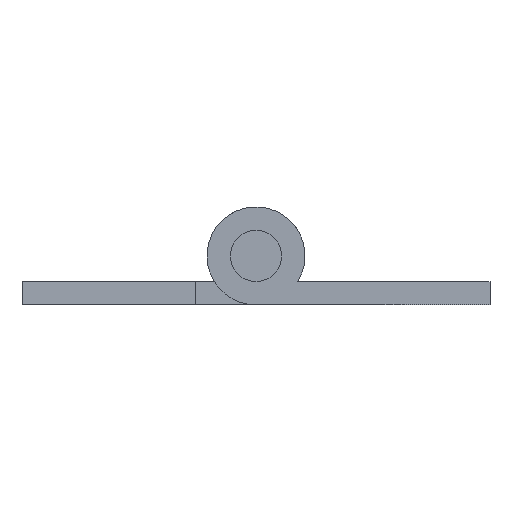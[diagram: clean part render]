
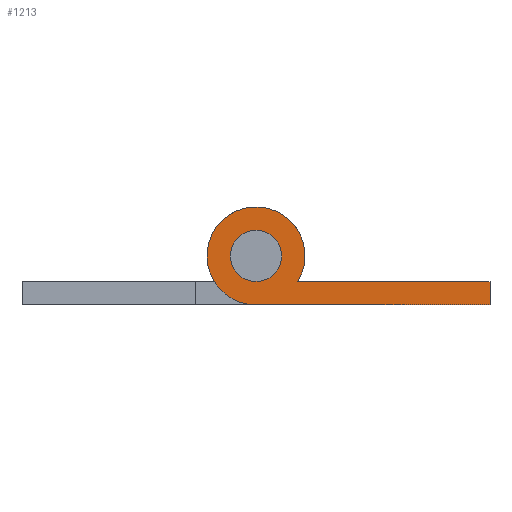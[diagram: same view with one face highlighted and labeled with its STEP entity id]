
A CAD part, front view. The second image highlights one B-rep face of the part: STEP entity #1213.
In plain terms, the highlighted planar face has unit normal (0, -1, 0).
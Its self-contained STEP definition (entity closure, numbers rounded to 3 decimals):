
#72 = VERTEX_POINT ( 'NONE', #1730 ) ;
#74 = EDGE_CURVE ( 'NONE', #72, #6211, #1792, .T. ) ;
#694 = VERTEX_POINT ( 'NONE', #2802 ) ;
#728 = VERTEX_POINT ( 'NONE', #2874 ) ;
#738 = EDGE_CURVE ( 'NONE', #728, #694, #2862, .T. ) ;
#1171 = ORIENTED_EDGE ( 'NONE', *, *, #1225, .F. ) ;
#1204 = EDGE_CURVE ( 'NONE', #1217, #72, #3677, .T. ) ;
#1205 = ORIENTED_EDGE ( 'NONE', *, *, #6264, .T. ) ;
#1206 = EDGE_LOOP ( 'NONE', ( #1207, #1205 ) ) ;
#1207 = ORIENTED_EDGE ( 'NONE', *, *, #738, .T. ) ;
#1211 = EDGE_LOOP ( 'NONE', ( #1214, #1171, #1227, #1223 ) ) ;
#1213 = ADVANCED_FACE ( 'NONE', ( #3729, #3728 ), #3727, .F. ) ;
#1214 = ORIENTED_EDGE ( 'NONE', *, *, #1215, .F. ) ;
#1215 = EDGE_CURVE ( 'NONE', #1216, #1217, #3722, .T. ) ;
#1216 = VERTEX_POINT ( 'NONE', #3718 ) ;
#1217 = VERTEX_POINT ( 'NONE', #3717 ) ;
#1223 = ORIENTED_EDGE ( 'NONE', *, *, #1204, .F. ) ;
#1225 = EDGE_CURVE ( 'NONE', #6211, #1216, #3703, .T. ) ;
#1227 = ORIENTED_EDGE ( 'NONE', *, *, #74, .F. ) ;
#1730 = CARTESIAN_POINT ( 'NONE',  ( 0., -300., -3.35 ) ) ;
#1788 = DIRECTION ( 'NONE',  ( 0., 0., 1. ) ) ;
#1789 = DIRECTION ( 'NONE',  ( 0., 1., 0. ) ) ;
#1790 = CARTESIAN_POINT ( 'NONE',  ( 0., -300., 0. ) ) ;
#1791 = AXIS2_PLACEMENT_3D ( 'NONE', #1790, #1789, #1788 ) ;
#1792 = CIRCLE ( 'NONE', #1791, 3.35 ) ;
#2802 = CARTESIAN_POINT ( 'NONE',  ( 0., -300., 1.75 ) ) ;
#2861 = CARTESIAN_POINT ( 'NONE',  ( 0., -300., 0. ) ) ;
#2862 = CIRCLE ( 'NONE', #2921, 1.75 ) ;
#2874 = CARTESIAN_POINT ( 'NONE',  ( 0., -300., -1.75 ) ) ;
#2919 = DIRECTION ( 'NONE',  ( 0., 0., 1. ) ) ;
#2920 = DIRECTION ( 'NONE',  ( 0., 1., 0. ) ) ;
#2921 = AXIS2_PLACEMENT_3D ( 'NONE', #2861, #2920, #2919 ) ;
#3674 = DIRECTION ( 'NONE',  ( -1., 0., 0. ) ) ;
#3675 = VECTOR ( 'NONE', #3674, 1000. ) ;
#3676 = CARTESIAN_POINT ( 'NONE',  ( 0., -300., -3.35 ) ) ;
#3677 = LINE ( 'NONE', #3676, #3675 ) ;
#3700 = DIRECTION ( 'NONE',  ( 1., 0., 0. ) ) ;
#3701 = VECTOR ( 'NONE', #3700, 1000. ) ;
#3702 = CARTESIAN_POINT ( 'NONE',  ( 16., -300., -1.75 ) ) ;
#3703 = LINE ( 'NONE', #3702, #3701 ) ;
#3717 = CARTESIAN_POINT ( 'NONE',  ( 16., -300., -3.35 ) ) ;
#3718 = CARTESIAN_POINT ( 'NONE',  ( 16., -300., -1.75 ) ) ;
#3719 = DIRECTION ( 'NONE',  ( 0., 0., -1. ) ) ;
#3720 = VECTOR ( 'NONE', #3719, 1000. ) ;
#3721 = CARTESIAN_POINT ( 'NONE',  ( 16., -300., -3.35 ) ) ;
#3722 = LINE ( 'NONE', #3721, #3720 ) ;
#3723 = DIRECTION ( 'NONE',  ( 0., 0., 1. ) ) ;
#3724 = DIRECTION ( 'NONE',  ( 0., 1., 0. ) ) ;
#3725 = CARTESIAN_POINT ( 'NONE',  ( 0., -300., 0. ) ) ;
#3726 = AXIS2_PLACEMENT_3D ( 'NONE', #3725, #3724, #3723 ) ;
#3727 = PLANE ( 'NONE',  #3726 ) ;
#3728 = FACE_BOUND ( 'NONE', #1206, .T. ) ;
#3729 = FACE_OUTER_BOUND ( 'NONE', #1211, .T. ) ;
#4623 = CARTESIAN_POINT ( 'NONE',  ( 2.857, -300., -1.75 ) ) ;
#4625 = DIRECTION ( 'NONE',  ( 0., 0., 1. ) ) ;
#4626 = DIRECTION ( 'NONE',  ( 0., 1., 0. ) ) ;
#4627 = CARTESIAN_POINT ( 'NONE',  ( 0., -300., 0. ) ) ;
#4628 = AXIS2_PLACEMENT_3D ( 'NONE', #4627, #4626, #4625 ) ;
#4629 = CIRCLE ( 'NONE', #4628, 1.75 ) ;
#6211 = VERTEX_POINT ( 'NONE', #4623 ) ;
#6264 = EDGE_CURVE ( 'NONE', #694, #728, #4629, .T. ) ;
